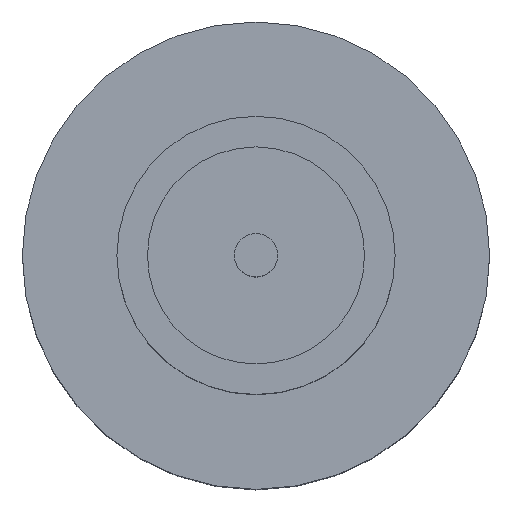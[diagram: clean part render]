
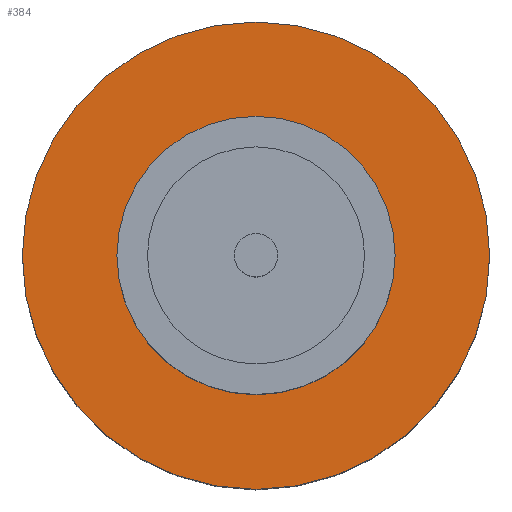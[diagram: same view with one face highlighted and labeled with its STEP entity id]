
A CAD part, top view. The second image highlights one B-rep face of the part: STEP entity #384.
In plain terms, the highlighted planar face has unit normal (0, 0, 1).
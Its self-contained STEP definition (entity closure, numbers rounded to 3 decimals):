
#32 = CARTESIAN_POINT ( 'NONE',  ( 1.25, 0., 1.55 ) ) ;
#63 = DIRECTION ( 'NONE',  ( 0., 0., 1. ) ) ;
#68 = CARTESIAN_POINT ( 'NONE',  ( 2.1, 0., 1.55 ) ) ;
#78 = EDGE_CURVE ( 'NONE', #402, #747, #476, .T. ) ;
#92 = DIRECTION ( 'NONE',  ( 0., 0., 1. ) ) ;
#113 = CIRCLE ( 'NONE', #260, 1.25 ) ;
#134 = DIRECTION ( 'NONE',  ( 1., 0., 0. ) ) ;
#167 = ORIENTED_EDGE ( 'NONE', *, *, #578, .F. ) ;
#184 = VERTEX_POINT ( 'NONE', #656 ) ;
#206 = CARTESIAN_POINT ( 'NONE',  ( 0., 0., 1.55 ) ) ;
#219 = DIRECTION ( 'NONE',  ( 0., 0., 1. ) ) ;
#260 = AXIS2_PLACEMENT_3D ( 'NONE', #466, #474, #805 ) ;
#282 = AXIS2_PLACEMENT_3D ( 'NONE', #329, #63, #134 ) ;
#321 = ORIENTED_EDGE ( 'NONE', *, *, #78, .T. ) ;
#328 = AXIS2_PLACEMENT_3D ( 'NONE', #206, #743, #807 ) ;
#329 = CARTESIAN_POINT ( 'NONE',  ( 0., 0., 1.55 ) ) ;
#336 = PLANE ( 'NONE',  #282 ) ;
#338 = ORIENTED_EDGE ( 'NONE', *, *, #613, .T. ) ;
#343 = EDGE_LOOP ( 'NONE', ( #797, #167 ) ) ;
#376 = EDGE_CURVE ( 'NONE', #718, #184, #113, .T. ) ;
#384 = ADVANCED_FACE ( 'NONE', ( #691, #486 ), #336, .T. ) ;
#402 = VERTEX_POINT ( 'NONE', #68 ) ;
#403 = AXIS2_PLACEMENT_3D ( 'NONE', #643, #92, #823 ) ;
#466 = CARTESIAN_POINT ( 'NONE',  ( 0., 0., 1.55 ) ) ;
#474 = DIRECTION ( 'NONE',  ( 0., 0., 1. ) ) ;
#476 = CIRCLE ( 'NONE', #328, 2.1 ) ;
#478 = AXIS2_PLACEMENT_3D ( 'NONE', #562, #219, #627 ) ;
#486 = FACE_OUTER_BOUND ( 'NONE', #589, .T. ) ;
#562 = CARTESIAN_POINT ( 'NONE',  ( 0., 0., 1.55 ) ) ;
#578 = EDGE_CURVE ( 'NONE', #184, #718, #633, .T. ) ;
#589 = EDGE_LOOP ( 'NONE', ( #338, #321 ) ) ;
#613 = EDGE_CURVE ( 'NONE', #747, #402, #850, .T. ) ;
#627 = DIRECTION ( 'NONE',  ( 1., 0., 0. ) ) ;
#633 = CIRCLE ( 'NONE', #478, 1.25 ) ;
#643 = CARTESIAN_POINT ( 'NONE',  ( 0., 0., 1.55 ) ) ;
#656 = CARTESIAN_POINT ( 'NONE',  ( -1.25, 0., 1.55 ) ) ;
#691 = FACE_BOUND ( 'NONE', #343, .T. ) ;
#718 = VERTEX_POINT ( 'NONE', #32 ) ;
#743 = DIRECTION ( 'NONE',  ( 0., 0., 1. ) ) ;
#747 = VERTEX_POINT ( 'NONE', #842 ) ;
#797 = ORIENTED_EDGE ( 'NONE', *, *, #376, .F. ) ;
#805 = DIRECTION ( 'NONE',  ( 1., 0., 0. ) ) ;
#807 = DIRECTION ( 'NONE',  ( 1., 0., 0. ) ) ;
#823 = DIRECTION ( 'NONE',  ( 1., 0., 0. ) ) ;
#842 = CARTESIAN_POINT ( 'NONE',  ( -2.1, 0., 1.55 ) ) ;
#850 = CIRCLE ( 'NONE', #403, 2.1 ) ;
